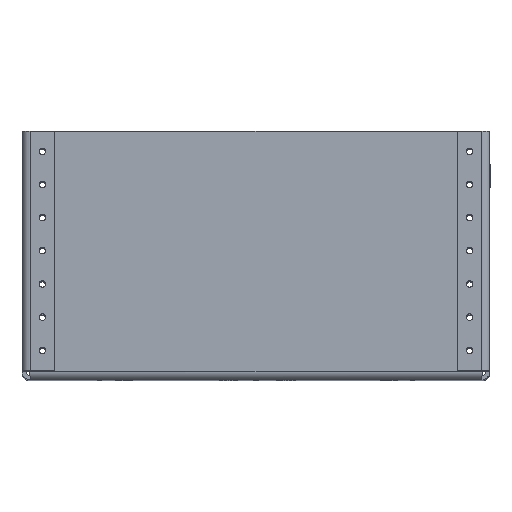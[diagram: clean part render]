
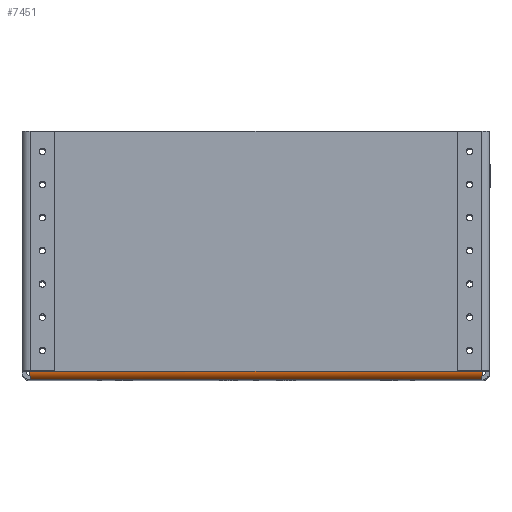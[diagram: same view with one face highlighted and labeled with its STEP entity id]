
A CAD part, top view. The second image highlights one B-rep face of the part: STEP entity #7451.
In plain terms, the highlighted cylindrical face has radius 6.35 mm (diameter 12.7 mm), a partial arc.
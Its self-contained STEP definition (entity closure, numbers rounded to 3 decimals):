
#72 = CARTESIAN_POINT ( 'NONE',  ( -172.825, -3.175, 262.325 ) ) ;
#422 = EDGE_CURVE ( 'NONE', #3781, #10548, #891, .T. ) ;
#487 = CARTESIAN_POINT ( 'NONE',  ( -172.825, -3.175, 262.325 ) ) ;
#548 = VECTOR ( 'NONE', #5432, 1000. ) ;
#801 = EDGE_CURVE ( 'NONE', #2861, #5075, #11457, .T. ) ;
#891 = B_SPLINE_CURVE_WITH_KNOTS ( 'NONE', 3,
 ( #12389, #11459, #1958, #7669, #3788, #5565, #8489, #10511, #4865, #12452 ),
 .UNSPECIFIED., .F., .F.,
 ( 4, 2, 2, 2, 4 ),
 ( 0., 0.25, 0.5, 0.75, 1. ),
 .UNSPECIFIED. ) ;
#1372 = CARTESIAN_POINT ( 'NONE',  ( -172.883, -3.01, 263.987 ) ) ;
#1382 = LINE ( 'NONE', #12129, #548 ) ;
#1453 = CARTESIAN_POINT ( 'NONE',  ( 172.825, -3.175, 262.325 ) ) ;
#1958 = CARTESIAN_POINT ( 'NONE',  ( 173.114, 1.513, 268.51 ) ) ;
#2313 = CARTESIAN_POINT ( 'NONE',  ( -172.854, -3.175, 263.156 ) ) ;
#2377 = CARTESIAN_POINT ( 'NONE',  ( -173.027, -0.727, 267.403 ) ) ;
#2603 = DIRECTION ( 'NONE',  ( 1., 0., 0. ) ) ;
#2666 = CYLINDRICAL_SURFACE ( 'NONE', #11630, 6.35 ) ;
#2798 = ORIENTED_EDGE ( 'NONE', *, *, #801, .F. ) ;
#2861 = VERTEX_POINT ( 'NONE', #72 ) ;
#3074 = DIRECTION ( 'NONE',  ( -1., 0., 0. ) ) ;
#3322 = CARTESIAN_POINT ( 'NONE',  ( -173.143, 2.344, 268.675 ) ) ;
#3541 = CARTESIAN_POINT ( 'NONE',  ( 173.172, 3.175, 268.675 ) ) ;
#3615 = FACE_OUTER_BOUND ( 'NONE', #12224, .T. ) ;
#3781 = VERTEX_POINT ( 'NONE', #3541 ) ;
#3788 = CARTESIAN_POINT ( 'NONE',  ( 173.027, -0.727, 267.403 ) ) ;
#4340 = CARTESIAN_POINT ( 'NONE',  ( -173.114, 1.513, 268.51 ) ) ;
#4499 = CARTESIAN_POINT ( 'NONE',  ( 173.172, 3.175, 262.325 ) ) ;
#4865 = CARTESIAN_POINT ( 'NONE',  ( 172.854, -3.175, 263.156 ) ) ;
#5075 = VERTEX_POINT ( 'NONE', #9056 ) ;
#5233 = CARTESIAN_POINT ( 'NONE',  ( -172.941, -2.374, 265.523 ) ) ;
#5432 = DIRECTION ( 'NONE',  ( -1., 0., 0. ) ) ;
#5565 = CARTESIAN_POINT ( 'NONE',  ( 172.969, -1.903, 266.227 ) ) ;
#5872 = CARTESIAN_POINT ( 'NONE',  ( 0., 3.175, 268.675 ) ) ;
#6555 = VECTOR ( 'NONE', #3074, 1000. ) ;
#7451 = ADVANCED_FACE ( 'NONE', ( #3615 ), #2666, .T. ) ;
#7669 = CARTESIAN_POINT ( 'NONE',  ( 173.056, -0.023, 267.874 ) ) ;
#8489 = CARTESIAN_POINT ( 'NONE',  ( 172.941, -2.374, 265.523 ) ) ;
#9056 = CARTESIAN_POINT ( 'NONE',  ( -173.172, 3.175, 268.675 ) ) ;
#9108 = CARTESIAN_POINT ( 'NONE',  ( -172.969, -1.903, 266.227 ) ) ;
#9371 = EDGE_CURVE ( 'NONE', #10548, #2861, #1382, .T. ) ;
#9405 = ORIENTED_EDGE ( 'NONE', *, *, #12369, .T. ) ;
#9859 = LINE ( 'NONE', #5872, #6555 ) ;
#10236 = CARTESIAN_POINT ( 'NONE',  ( -173.056, -0.023, 267.874 ) ) ;
#10511 = CARTESIAN_POINT ( 'NONE',  ( 172.883, -3.01, 263.987 ) ) ;
#10548 = VERTEX_POINT ( 'NONE', #1453 ) ;
#10767 = ORIENTED_EDGE ( 'NONE', *, *, #9371, .F. ) ;
#10906 = ORIENTED_EDGE ( 'NONE', *, *, #422, .F. ) ;
#11457 = B_SPLINE_CURVE_WITH_KNOTS ( 'NONE', 3,
 ( #487, #2313, #1372, #5233, #9108, #2377, #10236, #4340, #3322, #11991 ),
 .UNSPECIFIED., .F., .F.,
 ( 4, 2, 2, 2, 4 ),
 ( 0., 0.25, 0.5, 0.75, 1. ),
 .UNSPECIFIED. ) ;
#11459 = CARTESIAN_POINT ( 'NONE',  ( 173.143, 2.344, 268.675 ) ) ;
#11630 = AXIS2_PLACEMENT_3D ( 'NONE', #4499, #2603, #12153 ) ;
#11991 = CARTESIAN_POINT ( 'NONE',  ( -173.172, 3.175, 268.675 ) ) ;
#12129 = CARTESIAN_POINT ( 'NONE',  ( 173.172, -3.175, 262.325 ) ) ;
#12153 = DIRECTION ( 'NONE',  ( 0., 0., 1. ) ) ;
#12224 = EDGE_LOOP ( 'NONE', ( #10767, #10906, #9405, #2798 ) ) ;
#12369 = EDGE_CURVE ( 'NONE', #3781, #5075, #9859, .T. ) ;
#12389 = CARTESIAN_POINT ( 'NONE',  ( 173.172, 3.175, 268.675 ) ) ;
#12452 = CARTESIAN_POINT ( 'NONE',  ( 172.825, -3.175, 262.325 ) ) ;
